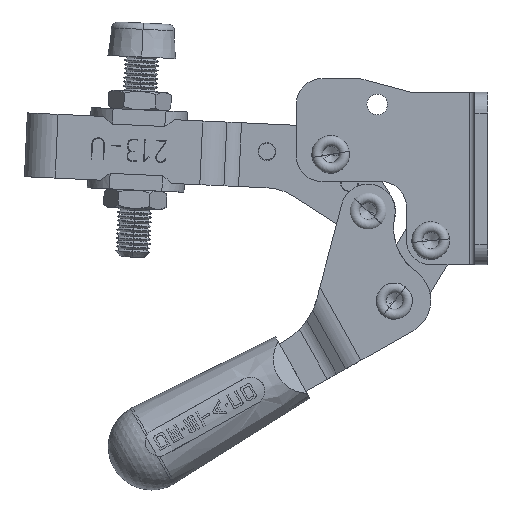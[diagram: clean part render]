
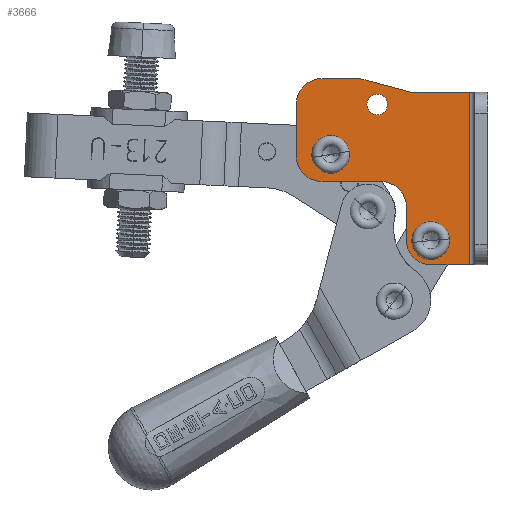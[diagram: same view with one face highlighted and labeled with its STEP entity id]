
A CAD part, left-side view. The second image highlights one B-rep face of the part: STEP entity #3666.
In plain terms, the highlighted planar face has unit normal (-1, 0, 0).
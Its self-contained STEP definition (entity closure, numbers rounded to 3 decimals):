
#2677=DIRECTION('',(0.,-1.,0.));
#2678=VECTOR('',#2677,5.715);
#2679=CARTESIAN_POINT('',(-3.81,-14.732,-16.256));
#2680=LINE('',#2679,#2678);
#2770=DIRECTION('',(0.,1.,0.));
#2771=VECTOR('',#2770,8.545);
#2772=CARTESIAN_POINT('',(-3.81,-20.447,9.144));
#2773=LINE('',#2772,#2771);
#2899=CARTESIAN_POINT('',(-3.81,-14.732,-12.7));
#2900=DIRECTION('',(1.,0.,0.));
#2901=DIRECTION('',(0.,0.,-1.));
#2902=AXIS2_PLACEMENT_3D('',#2899,#2900,#2901);
#2907=CARTESIAN_POINT('',(-3.81,-7.366,-7.798));
#2908=DIRECTION('',(-1.,0.,0.));
#2909=DIRECTION('',(0.,-1.,0.));
#2910=AXIS2_PLACEMENT_3D('',#2907,#2908,#2909);
#2915=CARTESIAN_POINT('',(-3.81,1.27,-0.178));
#2916=DIRECTION('',(1.,0.,0.));
#2917=DIRECTION('',(0.,0.,-1.));
#2918=AXIS2_PLACEMENT_3D('',#2915,#2916,#2917);
#2923=CARTESIAN_POINT('',(-3.81,1.27,7.366));
#2924=DIRECTION('',(1.,0.,0.));
#2925=DIRECTION('',(0.,1.,0.));
#2926=AXIS2_PLACEMENT_3D('',#2923,#2924,#2925);
#2931=DIRECTION('',(0.,-0.966,-0.259));
#2932=VECTOR('',#2931,7.851);
#2933=CARTESIAN_POINT('',(-3.81,-4.318,11.176));
#2934=LINE('',#2933,#2932);
#2938=CARTESIAN_POINT('',(-3.81,0.,0.));
#2939=DIRECTION('',(-1.,0.,0.));
#2940=DIRECTION('',(0.,0.,-1.));
#2941=AXIS2_PLACEMENT_3D('',#2938,#2939,#2940);
#2946=CARTESIAN_POINT('',(-3.81,0.,0.));
#2947=DIRECTION('',(-1.,0.,0.));
#2948=DIRECTION('',(0.,0.,1.));
#2949=AXIS2_PLACEMENT_3D('',#2946,#2947,#2948);
#2954=CARTESIAN_POINT('',(-3.81,-6.858,7.366));
#2955=DIRECTION('',(-1.,0.,0.));
#2956=DIRECTION('',(0.,0.,-1.));
#2957=AXIS2_PLACEMENT_3D('',#2954,#2955,#2956);
#2962=CARTESIAN_POINT('',(-3.81,-6.858,7.366));
#2963=DIRECTION('',(-1.,0.,0.));
#2964=DIRECTION('',(0.,0.,1.));
#2965=AXIS2_PLACEMENT_3D('',#2962,#2963,#2964);
#2970=CARTESIAN_POINT('',(-3.81,-14.732,-12.7));
#2971=DIRECTION('',(-1.,0.,0.));
#2972=DIRECTION('',(0.,0.,-1.));
#2973=AXIS2_PLACEMENT_3D('',#2970,#2971,#2972);
#2978=CARTESIAN_POINT('',(-3.81,-14.732,-12.7));
#2979=DIRECTION('',(-1.,0.,0.));
#2980=DIRECTION('',(0.,0.,1.));
#2981=AXIS2_PLACEMENT_3D('',#2978,#2979,#2980);
#2993=DIRECTION('',(0.,0.,1.));
#2994=VECTOR('',#2993,25.4);
#2995=CARTESIAN_POINT('',(-3.81,-20.447,-16.256));
#2996=LINE('',#2995,#2994);
#3014=DIRECTION('',(0.,0.,-1.));
#3015=VECTOR('',#3014,4.902);
#3016=CARTESIAN_POINT('',(-3.81,-11.176,-7.798));
#3017=LINE('',#3016,#3015);
#3042=DIRECTION('',(0.,-1.,0.));
#3043=VECTOR('',#3042,8.636);
#3044=CARTESIAN_POINT('',(-3.81,1.27,-3.988));
#3045=LINE('',#3044,#3043);
#3070=DIRECTION('',(0.,0.,-1.));
#3071=VECTOR('',#3070,7.544);
#3072=CARTESIAN_POINT('',(-3.81,5.08,7.366));
#3073=LINE('',#3072,#3071);
#3098=DIRECTION('',(0.,1.,0.));
#3099=VECTOR('',#3098,5.588);
#3100=CARTESIAN_POINT('',(-3.81,-4.318,11.176));
#3101=LINE('',#3100,#3099);
#3281=CARTESIAN_POINT('',(-3.81,-14.732,-11.1));
#3283=VERTEX_POINT('',#3281);
#3284=CARTESIAN_POINT('',(-3.81,-14.732,-14.3));
#3286=VERTEX_POINT('',#3284);
#3288=CARTESIAN_POINT('',(-3.81,-20.447,9.144));
#3289=CARTESIAN_POINT('',(-3.81,-11.902,9.144));
#3290=VERTEX_POINT('',#3288);
#3291=VERTEX_POINT('',#3289);
#3292=CARTESIAN_POINT('',(-3.81,-14.732,-16.256));
#3293=CARTESIAN_POINT('',(-3.81,-20.447,-16.256));
#3294=VERTEX_POINT('',#3292);
#3295=VERTEX_POINT('',#3293);
#3296=CARTESIAN_POINT('',(-3.81,-11.176,-12.7));
#3297=VERTEX_POINT('',#3296);
#3298=CARTESIAN_POINT('',(-3.81,-11.176,-7.798));
#3299=VERTEX_POINT('',#3298);
#3300=CARTESIAN_POINT('',(-3.81,-7.366,-3.988));
#3301=VERTEX_POINT('',#3300);
#3302=CARTESIAN_POINT('',(-3.81,1.27,-3.988));
#3303=VERTEX_POINT('',#3302);
#3304=CARTESIAN_POINT('',(-3.81,5.08,-0.178));
#3305=VERTEX_POINT('',#3304);
#3306=CARTESIAN_POINT('',(-3.81,5.08,7.366));
#3307=VERTEX_POINT('',#3306);
#3308=CARTESIAN_POINT('',(-3.81,1.27,11.176));
#3309=VERTEX_POINT('',#3308);
#3310=CARTESIAN_POINT('',(-3.81,-4.318,11.176));
#3311=VERTEX_POINT('',#3310);
#3312=CARTESIAN_POINT('',(-3.81,0.,-1.6));
#3313=CARTESIAN_POINT('',(-3.81,0.,1.6));
#3314=VERTEX_POINT('',#3312);
#3315=VERTEX_POINT('',#3313);
#3316=CARTESIAN_POINT('',(-3.81,-6.858,5.842));
#3317=CARTESIAN_POINT('',(-3.81,-6.858,8.89));
#3318=VERTEX_POINT('',#3316);
#3319=VERTEX_POINT('',#3317);
#3620=CARTESIAN_POINT('',(-3.81,-7.684,-2.54));
#3621=DIRECTION('',(1.,0.,0.));
#3622=DIRECTION('',(0.,0.,1.));
#3623=AXIS2_PLACEMENT_3D('',#3620,#3621,#3622);
#3624=PLANE('',#3623);
#3625=ORIENTED_EDGE('',*,*,#3539,.F.);
#3627=ORIENTED_EDGE('',*,*,#3626,.F.);
#3628=ORIENTED_EDGE('',*,*,#3476,.F.);
#3630=ORIENTED_EDGE('',*,*,#3629,.T.);
#3632=ORIENTED_EDGE('',*,*,#3631,.F.);
#3634=ORIENTED_EDGE('',*,*,#3633,.T.);
#3636=ORIENTED_EDGE('',*,*,#3635,.F.);
#3638=ORIENTED_EDGE('',*,*,#3637,.T.);
#3640=ORIENTED_EDGE('',*,*,#3639,.F.);
#3642=ORIENTED_EDGE('',*,*,#3641,.T.);
#3644=ORIENTED_EDGE('',*,*,#3643,.F.);
#3645=ORIENTED_EDGE('',*,*,#3613,.T.);
#3646=EDGE_LOOP('',(#3625,#3627,#3628,#3630,#3632,#3634,#3636,#3638,#3640,#3642,
#3644,#3645));
#3647=FACE_OUTER_BOUND('',#3646,.F.);
#3649=ORIENTED_EDGE('',*,*,#3648,.T.);
#3651=ORIENTED_EDGE('',*,*,#3650,.T.);
#3652=EDGE_LOOP('',(#3649,#3651));
#3653=FACE_BOUND('',#3652,.F.);
#3655=ORIENTED_EDGE('',*,*,#3654,.T.);
#3657=ORIENTED_EDGE('',*,*,#3656,.T.);
#3658=EDGE_LOOP('',(#3655,#3657));
#3659=FACE_BOUND('',#3658,.F.);
#3661=ORIENTED_EDGE('',*,*,#3660,.T.);
#3663=ORIENTED_EDGE('',*,*,#3662,.T.);
#3664=EDGE_LOOP('',(#3661,#3663));
#3665=FACE_BOUND('',#3664,.F.);
#2903=CIRCLE('',#2902,3.556);
#2911=CIRCLE('',#2910,3.81);
#2919=CIRCLE('',#2918,3.81);
#2927=CIRCLE('',#2926,3.81);
#2942=CIRCLE('',#2941,1.6);
#2950=CIRCLE('',#2949,1.6);
#2958=CIRCLE('',#2957,1.524);
#2966=CIRCLE('',#2965,1.524);
#2974=CIRCLE('',#2973,1.6);
#2982=CIRCLE('',#2981,1.6);
#3476=EDGE_CURVE('',#3294,#3295,#2680,.T.);
#3539=EDGE_CURVE('',#3290,#3291,#2773,.T.);
#3613=EDGE_CURVE('',#3311,#3291,#2934,.T.);
#3626=EDGE_CURVE('',#3295,#3290,#2996,.T.);
#3629=EDGE_CURVE('',#3294,#3297,#2903,.T.);
#3631=EDGE_CURVE('',#3299,#3297,#3017,.T.);
#3633=EDGE_CURVE('',#3299,#3301,#2911,.T.);
#3635=EDGE_CURVE('',#3303,#3301,#3045,.T.);
#3637=EDGE_CURVE('',#3303,#3305,#2919,.T.);
#3639=EDGE_CURVE('',#3307,#3305,#3073,.T.);
#3641=EDGE_CURVE('',#3307,#3309,#2927,.T.);
#3643=EDGE_CURVE('',#3311,#3309,#3101,.T.);
#3648=EDGE_CURVE('',#3314,#3315,#2942,.T.);
#3650=EDGE_CURVE('',#3315,#3314,#2950,.T.);
#3654=EDGE_CURVE('',#3318,#3319,#2958,.T.);
#3656=EDGE_CURVE('',#3319,#3318,#2966,.T.);
#3660=EDGE_CURVE('',#3286,#3283,#2974,.T.);
#3662=EDGE_CURVE('',#3283,#3286,#2982,.T.);
#3666=ADVANCED_FACE('',(#3647,#3653,#3659,#3665),#3624,.F.);
